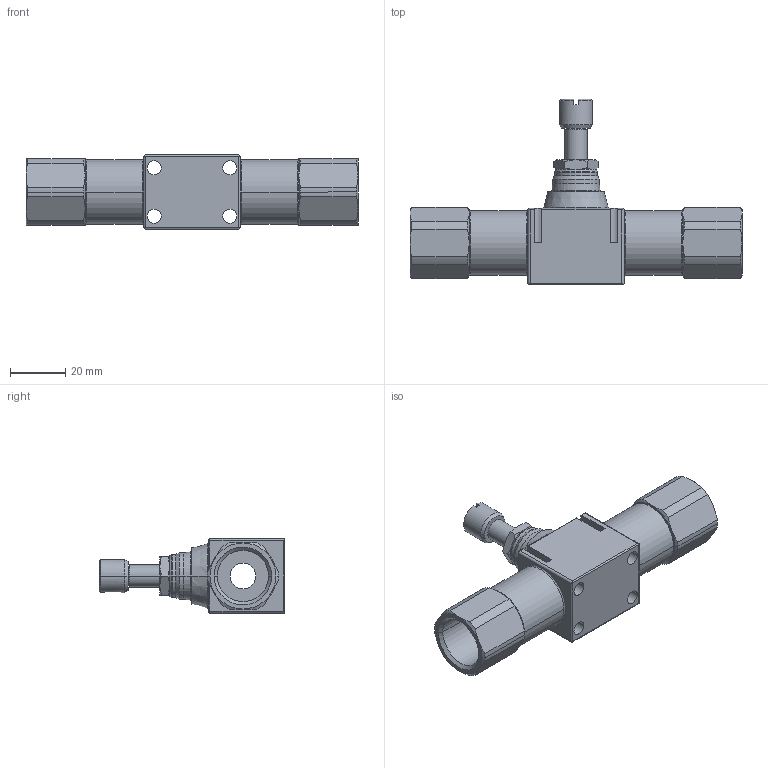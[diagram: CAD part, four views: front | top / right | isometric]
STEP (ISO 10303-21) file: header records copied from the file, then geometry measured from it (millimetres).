
FILE_DESCRIPTION(('STEP AP214'),'1');
FILE_NAME('7771_21_21.stp','2016-07-07T14:32:08',('TraceParts'),('TraceParts S.A.'),'Spatial InterOp 3D',' ',' ');
FILE_SCHEMA(('automotive_design'));
Length unit declared in the file: millimetre
Products named in the file (1): 1
Bounding box: 120.7 x 67.5 x 27.08 mm (x, y, z)
Volume: 55198.9 mm3; surface area: 19613.4 mm2
Topology: 1 solids, 1 shells, 195 faces, 500 edges, 312 vertices
Faces by surface type: cone 74, cylinder 60, plane 51, torus 10
Entity records: 6249 total; most frequent: CARTESIAN_POINT 1564, DIRECTION 1020, ORIENTED_EDGE 1000, EDGE_CURVE 500, AXIS2_PLACEMENT_3D 420, VERTEX_POINT 312, CIRCLE 216, EDGE_LOOP 210
